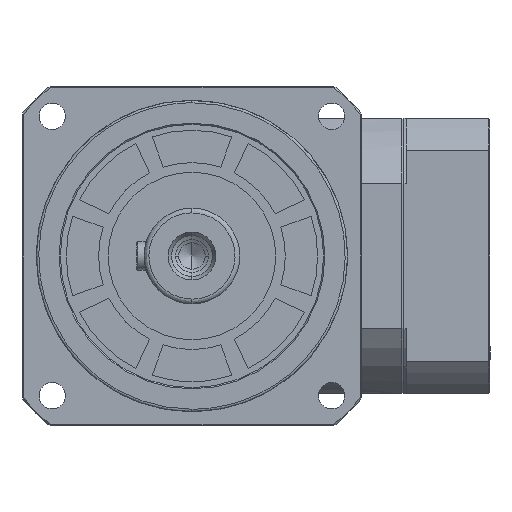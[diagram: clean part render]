
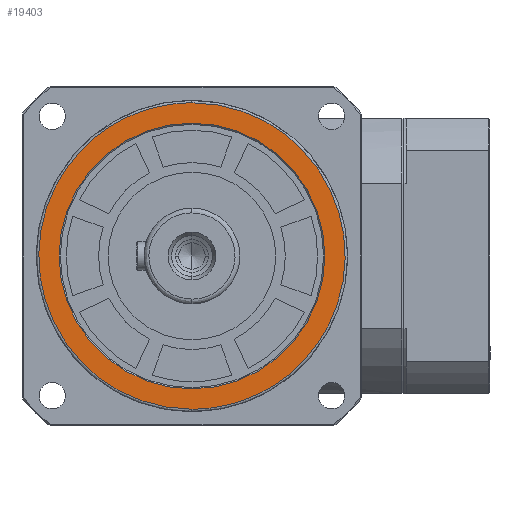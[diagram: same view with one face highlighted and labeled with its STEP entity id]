
A CAD part, left-side view. The second image highlights one B-rep face of the part: STEP entity #19403.
In plain terms, the highlighted face is planar.
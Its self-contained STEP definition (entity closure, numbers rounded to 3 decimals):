
#14 = DIRECTION ( 'NONE',  ( 0., 0., -1. ) ) ;
#1515 = CARTESIAN_POINT ( 'NONE',  ( -64., 0., -48.5 ) ) ;
#1672 = FACE_OUTER_BOUND ( 'NONE', #16114, .T. ) ;
#2201 = CIRCLE ( 'NONE', #5532, 55.5 ) ;
#2874 = AXIS2_PLACEMENT_3D ( 'NONE', #14828, #14, #17213 ) ;
#4282 = VERTEX_POINT ( 'NONE', #13484 ) ;
#4533 = ORIENTED_EDGE ( 'NONE', *, *, #29564, .F. ) ;
#4685 = CARTESIAN_POINT ( 'NONE',  ( -64., 0., -48.5 ) ) ;
#5198 = DIRECTION ( 'NONE',  ( 0., 0., 1. ) ) ;
#5532 = AXIS2_PLACEMENT_3D ( 'NONE', #23711, #9277, #26098 ) ;
#7209 = CARTESIAN_POINT ( 'NONE',  ( 64., -128., -48.5 ) ) ;
#8843 = VERTEX_POINT ( 'NONE', #16694 ) ;
#8967 = CARTESIAN_POINT ( 'NONE',  ( 64., 0., -48.5 ) ) ;
#9277 = DIRECTION ( 'NONE',  ( 0., 0., -1. ) ) ;
#10100 = PLANE ( 'NONE',  #11736 ) ;
#11625 = CARTESIAN_POINT ( 'NONE',  ( 0., -55.5, -48.5 ) ) ;
#11736 = AXIS2_PLACEMENT_3D ( 'NONE', #19839, #5198, #22260 ) ;
#12064 = ORIENTED_EDGE ( 'NONE', *, *, #20820, .F. ) ;
#12508 = ORIENTED_EDGE ( 'NONE', *, *, #24805, .F. ) ;
#12760 =( BOUNDED_CURVE ( )  B_SPLINE_CURVE ( 3, ( #4685, #19277, #7209, #24140 ),
 .UNSPECIFIED., .F., .T. ) 
 B_SPLINE_CURVE_WITH_KNOTS ( ( 4, 4 ),
 ( 0., 0.5 ),
 .UNSPECIFIED. ) 
 CURVE ( )  GEOMETRIC_REPRESENTATION_ITEM ( )  RATIONAL_B_SPLINE_CURVE ( ( 1., 0.333, 0.333, 1. ) ) 
 REPRESENTATION_ITEM ( '' )  );
#13484 = CARTESIAN_POINT ( 'NONE',  ( 0., 55.5, -48.5 ) ) ;
#14039 =( BOUNDED_CURVE ( )  B_SPLINE_CURVE ( 3, ( #8967, #23415, #16331, #1515 ),
 .UNSPECIFIED., .F., .T. ) 
 B_SPLINE_CURVE_WITH_KNOTS ( ( 4, 4 ),
 ( 0.5, 1. ),
 .UNSPECIFIED. ) 
 CURVE ( )  GEOMETRIC_REPRESENTATION_ITEM ( )  RATIONAL_B_SPLINE_CURVE ( ( 1., 0.333, 0.333, 1. ) ) 
 REPRESENTATION_ITEM ( '' )  );
#14828 = CARTESIAN_POINT ( 'NONE',  ( 0., 0., -48.5 ) ) ;
#16114 = EDGE_LOOP ( 'NONE', ( #30883, #12508 ) ) ;
#16331 = CARTESIAN_POINT ( 'NONE',  ( -64., 128., -48.5 ) ) ;
#16694 = CARTESIAN_POINT ( 'NONE',  ( 64., 0., -48.5 ) ) ;
#17213 = DIRECTION ( 'NONE',  ( 0., 1., 0. ) ) ;
#18923 = CARTESIAN_POINT ( 'NONE',  ( -64., 0., -48.5 ) ) ;
#19277 = CARTESIAN_POINT ( 'NONE',  ( -64., -128., -48.5 ) ) ;
#19403 = ADVANCED_FACE ( 'NONE', ( #27558, #1672 ), #10100, .F. ) ;
#19839 = CARTESIAN_POINT ( 'NONE',  ( 0., 0., -48.5 ) ) ;
#20820 = EDGE_CURVE ( 'NONE', #21401, #4282, #2201, .T. ) ;
#21401 = VERTEX_POINT ( 'NONE', #11625 ) ;
#21787 = EDGE_CURVE ( 'NONE', #22638, #8843, #12760, .T. ) ;
#22260 = DIRECTION ( 'NONE',  ( 1., 0., 0. ) ) ;
#22638 = VERTEX_POINT ( 'NONE', #18923 ) ;
#23415 = CARTESIAN_POINT ( 'NONE',  ( 64., 128., -48.5 ) ) ;
#23711 = CARTESIAN_POINT ( 'NONE',  ( 0., 0., -48.5 ) ) ;
#24140 = CARTESIAN_POINT ( 'NONE',  ( 64., 0., -48.5 ) ) ;
#24805 = EDGE_CURVE ( 'NONE', #8843, #22638, #14039, .T. ) ;
#26098 = DIRECTION ( 'NONE',  ( 0., 1., 0. ) ) ;
#26823 = CIRCLE ( 'NONE', #2874, 55.5 ) ;
#27558 = FACE_BOUND ( 'NONE', #29907, .T. ) ;
#29564 = EDGE_CURVE ( 'NONE', #4282, #21401, #26823, .T. ) ;
#29907 = EDGE_LOOP ( 'NONE', ( #4533, #12064 ) ) ;
#30883 = ORIENTED_EDGE ( 'NONE', *, *, #21787, .F. ) ;
